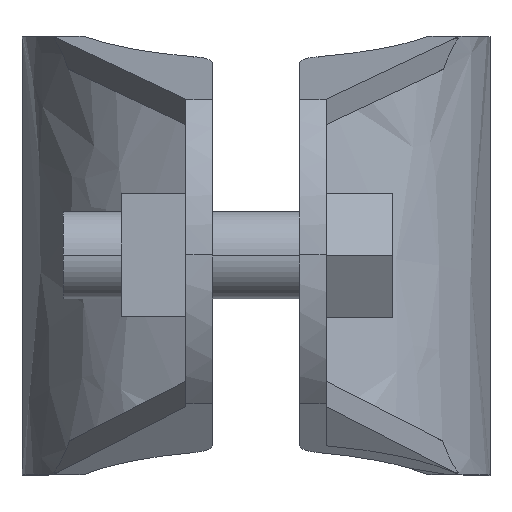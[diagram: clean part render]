
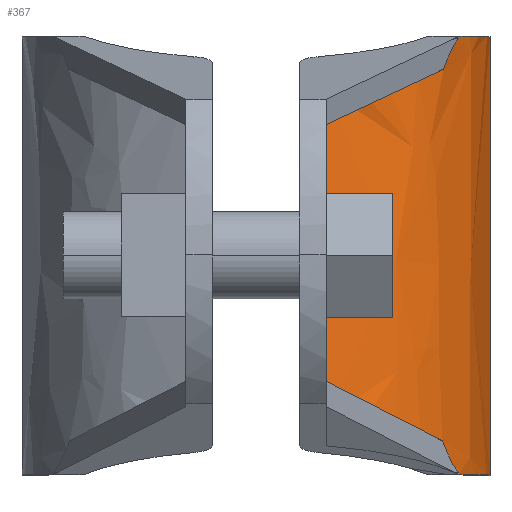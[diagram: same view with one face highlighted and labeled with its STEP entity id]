
A CAD part, top view. The second image highlights one B-rep face of the part: STEP entity #367.
In plain terms, the highlighted free-form (B-spline) face has degree [3, 1] with [4, 2] control points.
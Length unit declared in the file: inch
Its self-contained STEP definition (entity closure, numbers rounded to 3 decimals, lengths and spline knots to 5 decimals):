
#367=ADVANCED_FACE('',(#716),#717,.T.);
#716=FACE_OUTER_BOUND('',#1240,.T.);
#717=B_SPLINE_SURFACE_WITH_KNOTS('',3,1,((#1241,#1242),(#1243,#1244),(#1245,#1246),(#1247,#1248)),.UNSPECIFIED.,.F.,.F.,.F.,(4,4),(2,2),(-1.0,-0.0),(0.0,1.25),.UNSPECIFIED.);
#1240=EDGE_LOOP('',(#2081,#2082,#2083,#2084,#2085,#2086,#2087,#2088,#2089,#2090,#2091,#2092));
#1241=CARTESIAN_POINT('',(1.33519,1.24989,1.25267));
#1242=CARTESIAN_POINT('',(1.33519,-0.00011,1.25267));
#1243=CARTESIAN_POINT('',(1.33519,1.24989,1.5443));
#1244=CARTESIAN_POINT('',(1.33519,-0.00011,1.5443));
#1245=CARTESIAN_POINT('',(1.14579,1.24989,1.80217));
#1246=CARTESIAN_POINT('',(1.14579,-0.00011,1.80217));
#1247=CARTESIAN_POINT('',(0.86749,1.24989,1.88937));
#1248=CARTESIAN_POINT('',(0.86749,-0.00011,1.88937));
#2081=ORIENTED_EDGE('',*,*,#2382,.T.);
#2082=ORIENTED_EDGE('',*,*,#2251,.T.);
#2083=ORIENTED_EDGE('',*,*,#2370,.T.);
#2084=ORIENTED_EDGE('',*,*,#2591,.T.);
#2085=ORIENTED_EDGE('',*,*,#2592,.T.);
#2086=ORIENTED_EDGE('',*,*,#2593,.T.);
#2087=ORIENTED_EDGE('',*,*,#2557,.T.);
#2088=ORIENTED_EDGE('',*,*,#2295,.T.);
#2089=ORIENTED_EDGE('',*,*,#2573,.F.);
#2090=ORIENTED_EDGE('',*,*,#2464,.T.);
#2091=ORIENTED_EDGE('',*,*,#2333,.F.);
#2092=ORIENTED_EDGE('',*,*,#2594,.T.);
#2251=EDGE_CURVE('',#2632,#2633,#2634,.T.);
#2295=EDGE_CURVE('',#2709,#2710,#2711,.T.);
#2333=EDGE_CURVE('',#2772,#2774,#2775,.T.);
#2370=EDGE_CURVE('',#2633,#2833,#2834,.T.);
#2382=EDGE_CURVE('',#2851,#2632,#2852,.T.);
#2464=EDGE_CURVE('',#2974,#2774,#2975,.T.);
#2557=EDGE_CURVE('',#3103,#2709,#3104,.T.);
#2573=EDGE_CURVE('',#2974,#2710,#3124,.T.);
#2591=EDGE_CURVE('',#2833,#3143,#3144,.T.);
#2592=EDGE_CURVE('',#3143,#3145,#3146,.T.);
#2593=EDGE_CURVE('',#3145,#3103,#3147,.T.);
#2594=EDGE_CURVE('',#2772,#2851,#3148,.T.);
#2632=VERTEX_POINT('',#3196);
#2633=VERTEX_POINT('',#3197);
#2634=B_SPLINE_CURVE_WITH_KNOTS('',3,(#3198,#3199,#3200,#3201),.UNSPECIFIED.,.F.,.F.,(4,4),(-0.03712,-0.0),.UNSPECIFIED.);
#2709=VERTEX_POINT('',#3322);
#2710=VERTEX_POINT('',#3323);
#2711=B_SPLINE_CURVE_WITH_KNOTS('',3,(#3324,#3325,#3326,#3327),.UNSPECIFIED.,.F.,.F.,(4,4),(-0.03327,-0.0),.UNSPECIFIED.);
#2772=VERTEX_POINT('',#3444);
#2774=VERTEX_POINT('',#3447);
#2775=LINE('',#3448,#3449);
#2833=VERTEX_POINT('',#3555);
#2834=B_SPLINE_CURVE_WITH_KNOTS('',3,(#3556,#3557,#3558,#3559,#3560,#3561,#3562,#3563),.UNSPECIFIED.,.F.,.F.,(4,2,2,4),(-0.45084,-0.40011,-0.32357,-0.0),.UNSPECIFIED.);
#2851=VERTEX_POINT('',#3590);
#2852=B_SPLINE_CURVE_WITH_KNOTS('',3,(#3591,#3592,#3593,#3594,#3595,#3596),.UNSPECIFIED.,.F.,.F.,(4,2,4),(-0.19062,-0.09513,-0.0),.UNSPECIFIED.);
#2974=VERTEX_POINT('',#3803);
#2975=B_SPLINE_CURVE_WITH_KNOTS('',3,(#3804,#3805,#3806,#3807),.UNSPECIFIED.,.F.,.F.,(4,4),(0.0,1.0),.UNSPECIFIED.);
#3103=VERTEX_POINT('',#4065);
#3104=B_SPLINE_CURVE_WITH_KNOTS('',3,(#4066,#4067,#4068,#4069,#4070,#4071,#4072,#4073),.UNSPECIFIED.,.F.,.F.,(4,2,2,4),(-0.38558,-0.1117,-0.04042,-0.0),.UNSPECIFIED.);
#3124=B_SPLINE_CURVE_WITH_KNOTS('',3,(#4107,#4108,#4109,#4110,#4111,#4112),.UNSPECIFIED.,.F.,.F.,(4,2,4),(0.0,0.09452,0.1908),.UNSPECIFIED.);
#3143=VERTEX_POINT('',#4147);
#3144=B_SPLINE_CURVE_WITH_KNOTS('',3,(#4148,#4149,#4150,#4151,#4152,#4153,#4154,#4155),.UNSPECIFIED.,.F.,.F.,(4,2,2,4),(-0.58069,-0.41618,-0.25211,-0.0),.UNSPECIFIED.);
#3145=VERTEX_POINT('',#4156);
#3146=LINE('',#4157,#4158);
#3147=B_SPLINE_CURVE_WITH_KNOTS('',3,(#4159,#4160,#4161,#4162,#4163,#4164,#4165,#4166),.UNSPECIFIED.,.F.,.F.,(4,2,2,4),(-0.58263,-0.42616,-0.27275,-0.0),.UNSPECIFIED.);
#3148=B_SPLINE_CURVE_WITH_KNOTS('',3,(#4167,#4168,#4169,#4170),.UNSPECIFIED.,.F.,.F.,(4,4),(-1.0,-0.0),.UNSPECIFIED.);
#3196=CARTESIAN_POINT('',(1.2272,1.24208,1.61661));
#3197=CARTESIAN_POINT('',(1.24653,1.24484,1.58505));
#3198=CARTESIAN_POINT('',(1.2272,1.24208,1.61661));
#3199=CARTESIAN_POINT('',(1.23393,1.243,1.60627));
#3200=CARTESIAN_POINT('',(1.24038,1.24391,1.59574));
#3201=CARTESIAN_POINT('',(1.24653,1.24484,1.58505));
#3322=CARTESIAN_POINT('',(1.24653,0.00465,1.58505));
#3323=CARTESIAN_POINT('',(1.2293,0.00743,1.61337));
#3324=CARTESIAN_POINT('',(1.24653,0.00465,1.58505));
#3325=CARTESIAN_POINT('',(1.24102,0.00558,1.59463));
#3326=CARTESIAN_POINT('',(1.23528,0.00651,1.60407));
#3327=CARTESIAN_POINT('',(1.2293,0.00743,1.61337));
#3444=CARTESIAN_POINT('',(1.33519,1.24982,1.25267));
#3447=CARTESIAN_POINT('',(1.33519,0.,1.25267));
#3448=CARTESIAN_POINT('',(1.33519,1.24989,1.25267));
#3449=VECTOR('',#4263,1.);
#3555=CARTESIAN_POINT('',(1.20208,1.156,1.65257));
#3556=CARTESIAN_POINT('',(1.25157,1.24982,1.57612));
#3557=CARTESIAN_POINT('',(1.24564,1.24473,1.5868));
#3558=CARTESIAN_POINT('',(1.23992,1.23704,1.59642));
#3559=CARTESIAN_POINT('',(1.22668,1.21531,1.61772));
#3560=CARTESIAN_POINT('',(1.21912,1.19901,1.62891));
#3561=CARTESIAN_POINT('',(1.1842,1.11415,1.67822));
#3562=CARTESIAN_POINT('',(1.15553,1.00738,1.70944));
#3563=CARTESIAN_POINT('',(1.13125,0.90494,1.73288));
#3590=CARTESIAN_POINT('',(1.24621,1.24982,1.5856));
#3591=CARTESIAN_POINT('',(1.24621,1.24982,1.5856));
#3592=CARTESIAN_POINT('',(1.2051,1.23202,1.65697));
#3593=CARTESIAN_POINT('',(1.15087,1.21616,1.72059));
#3594=CARTESIAN_POINT('',(1.02138,1.19019,1.82474));
#3595=CARTESIAN_POINT('',(0.94746,1.18033,1.86431));
#3596=CARTESIAN_POINT('',(0.86749,1.17408,1.88937));
#3803=CARTESIAN_POINT('',(1.24618,0.,1.58565));
#3804=CARTESIAN_POINT('',(0.86749,0.,1.88937));
#3805=CARTESIAN_POINT('',(1.14579,0.,1.80217));
#3806=CARTESIAN_POINT('',(1.33519,0.,1.5443));
#3807=CARTESIAN_POINT('',(1.33519,0.,1.25267));
#4065=CARTESIAN_POINT('',(1.19917,0.09643,1.65642));
#4066=CARTESIAN_POINT('',(1.12175,0.36314,1.74187));
#4067=CARTESIAN_POINT('',(1.14598,0.26379,1.71937));
#4068=CARTESIAN_POINT('',(1.17659,0.1507,1.68764));
#4069=CARTESIAN_POINT('',(1.21519,0.05646,1.63467));
#4070=CARTESIAN_POINT('',(1.22436,0.03668,1.62139));
#4071=CARTESIAN_POINT('',(1.23945,0.01274,1.59722));
#4072=CARTESIAN_POINT('',(1.24532,0.0051,1.58737));
#4073=CARTESIAN_POINT('',(1.25138,0.,1.57647));
#4107=CARTESIAN_POINT('',(1.24619,0.,1.58564));
#4108=CARTESIAN_POINT('',(1.20558,0.01888,1.65611));
#4109=CARTESIAN_POINT('',(1.15217,0.03576,1.71909));
#4110=CARTESIAN_POINT('',(1.02315,0.06381,1.82377));
#4111=CARTESIAN_POINT('',(0.94845,0.07459,1.864));
#4112=CARTESIAN_POINT('',(0.86749,0.08138,1.88937));
#4147=CARTESIAN_POINT('',(0.86749,1.09696,1.88937));
#4148=CARTESIAN_POINT('',(1.2795,1.18914,1.51963));
#4149=CARTESIAN_POINT('',(1.25811,1.17694,1.56857));
#4150=CARTESIAN_POINT('',(1.23086,1.16538,1.61493));
#4151=CARTESIAN_POINT('',(1.16573,1.14412,1.70023));
#4152=CARTESIAN_POINT('',(1.12807,1.13447,1.73893));
#4153=CARTESIAN_POINT('',(1.02138,1.11307,1.82474));
#4154=CARTESIAN_POINT('',(0.94746,1.10321,1.86431));
#4155=CARTESIAN_POINT('',(0.86749,1.09696,1.88937));
#4156=CARTESIAN_POINT('',(0.86749,0.15885,1.88937));
#4157=CARTESIAN_POINT('',(0.86749,1.24989,1.88937));
#4158=VECTOR('',#4404,1.);
#4159=CARTESIAN_POINT('',(0.86749,0.15885,1.88937));
#4160=CARTESIAN_POINT('',(0.91708,0.15469,1.87383));
#4161=CARTESIAN_POINT('',(0.96448,0.14902,1.85267));
#4162=CARTESIAN_POINT('',(1.05241,0.13502,1.80043));
#4163=CARTESIAN_POINT('',(1.09267,0.12681,1.76978));
#4164=CARTESIAN_POINT('',(1.19355,0.10096,1.67331));
#4165=CARTESIAN_POINT('',(1.24474,0.08119,1.59955));
#4166=CARTESIAN_POINT('',(1.27995,0.0595,1.51859));
#4167=CARTESIAN_POINT('',(1.33519,1.24982,1.25267));
#4168=CARTESIAN_POINT('',(1.33519,1.24982,1.5443));
#4169=CARTESIAN_POINT('',(1.14579,1.24982,1.80217));
#4170=CARTESIAN_POINT('',(0.86749,1.24982,1.88937));
#4263=DIRECTION('',(0.0,-1.0,0.0));
#4404=DIRECTION('',(0.0,-1.0,0.0));
